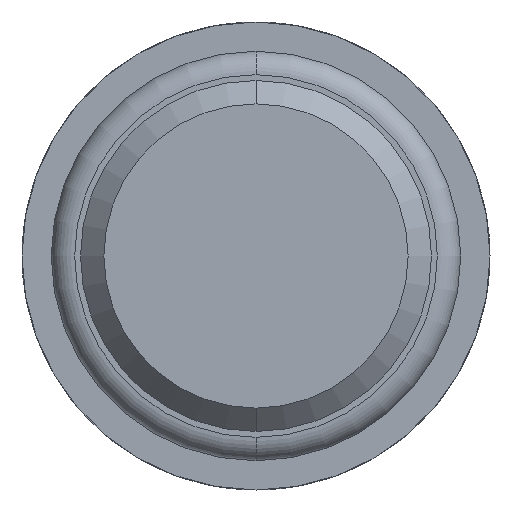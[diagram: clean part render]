
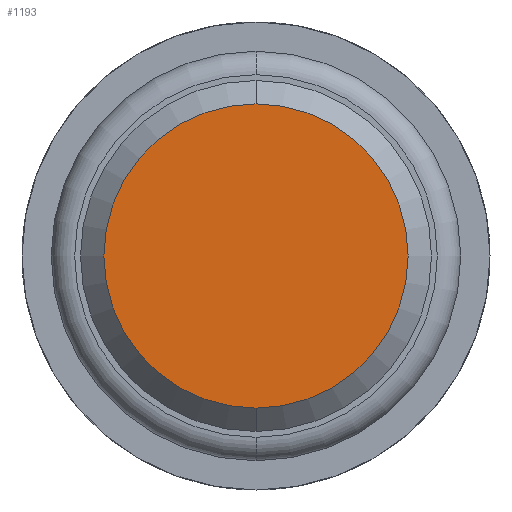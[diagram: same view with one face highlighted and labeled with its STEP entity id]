
A CAD part, front view. The second image highlights one B-rep face of the part: STEP entity #1193.
In plain terms, the highlighted planar face has unit normal (0, -1, 0).
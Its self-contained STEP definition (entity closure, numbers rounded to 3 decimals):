
#64 = CARTESIAN_POINT ( 'NONE',  ( 0., -13.2, -1.3 ) ) ;
#89 = EDGE_CURVE ( 'Defeature ausgef�hrt2_2+Defeature ausgef�hrt2_9+Defeature ausgef�hrt2_9+Defeature ausgef�hrt2_9', #1731, #4939, #2752, .T. ) ;
#400 = EDGE_CURVE ( 'Defeature ausgef�hrt2_2+Defeature ausgef�hrt2_9+Defeature ausgef�hrt2_9+Defeature ausgef�hrt2_9', #4939, #1731, #2250, .T. ) ;
#641 = CARTESIAN_POINT ( 'NONE',  ( 0., -13.2, 1.3 ) ) ;
#1133 = DIRECTION ( 'NONE',  ( 0., 0., 1. ) ) ;
#1193 = ADVANCED_FACE ( 'Defeature ausgef�hrt2_2', ( #1397 ), #5088, .F. ) ;
#1194 = ORIENTED_EDGE ( 'NONE', *, *, #89, .T. ) ;
#1397 = FACE_OUTER_BOUND ( 'NONE', #1760, .T. ) ;
#1731 = VERTEX_POINT ( 'NONE', #641 ) ;
#1760 = EDGE_LOOP ( 'NONE', ( #1194, #5435 ) ) ;
#1933 = DIRECTION ( 'NONE',  ( 0., 0., 1. ) ) ;
#2004 = CARTESIAN_POINT ( 'NONE',  ( 0., -13.2, 0. ) ) ;
#2250 = CIRCLE ( 'NONE', #5675, 1.3 ) ;
#2752 = CIRCLE ( 'NONE', #3865, 1.3 ) ;
#3331 = DIRECTION ( 'NONE',  ( 0., 0., 1. ) ) ;
#3367 = CARTESIAN_POINT ( 'NONE',  ( 0., -13.2, 0. ) ) ;
#3720 = DIRECTION ( 'NONE',  ( 0., 1., 0. ) ) ;
#3865 = AXIS2_PLACEMENT_3D ( 'NONE', #3367, #4349, #1133 ) ;
#4349 = DIRECTION ( 'NONE',  ( 0., -1., 0. ) ) ;
#4641 = DIRECTION ( 'NONE',  ( 0., -1., 0. ) ) ;
#4647 = CARTESIAN_POINT ( 'NONE',  ( 0., -13.2, 0. ) ) ;
#4939 = VERTEX_POINT ( 'NONE', #64 ) ;
#5065 = AXIS2_PLACEMENT_3D ( 'NONE', #4647, #3720, #3331 ) ;
#5088 = PLANE ( 'NONE',  #5065 ) ;
#5435 = ORIENTED_EDGE ( 'NONE', *, *, #400, .T. ) ;
#5675 = AXIS2_PLACEMENT_3D ( 'NONE', #2004, #4641, #1933 ) ;
